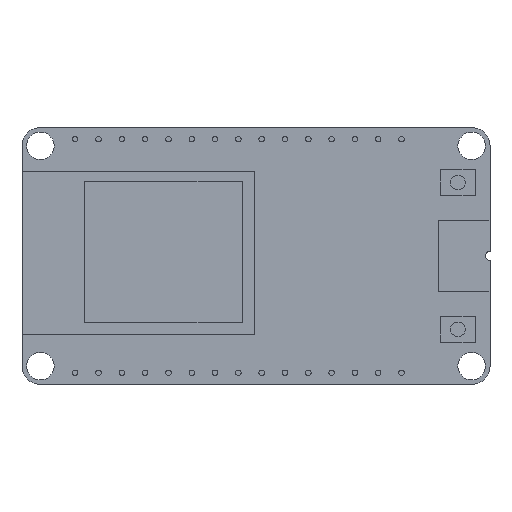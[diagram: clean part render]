
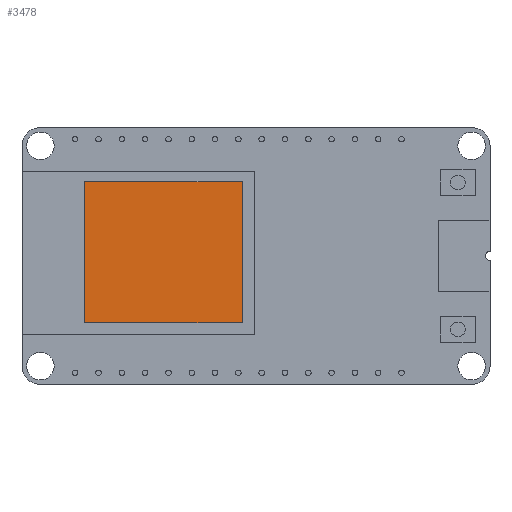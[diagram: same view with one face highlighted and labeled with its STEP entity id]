
A CAD part, top view. The second image highlights one B-rep face of the part: STEP entity #3478.
In plain terms, the highlighted planar face has unit normal (0, 0, 1).
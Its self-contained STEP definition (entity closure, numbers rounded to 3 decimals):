
#74 = EDGE_CURVE ( 'NONE', #2947, #2491, #3429, .T. ) ;
#223 = VERTEX_POINT ( 'NONE', #1089 ) ;
#276 = EDGE_CURVE ( 'NONE', #2491, #3284, #2687, .T. ) ;
#351 = CARTESIAN_POINT ( 'NONE',  ( -8.6, 7.7, 2.3 ) ) ;
#352 = CARTESIAN_POINT ( 'NONE',  ( 8.6, 7.7, 2.3 ) ) ;
#363 = VECTOR ( 'NONE', #1085, 1000. ) ;
#423 = EDGE_LOOP ( 'NONE', ( #1156, #2479, #1153, #3225 ) ) ;
#464 = FACE_OUTER_BOUND ( 'NONE', #423, .T. ) ;
#509 = CARTESIAN_POINT ( 'NONE',  ( 8.6, -7.7, 2.3 ) ) ;
#623 = DIRECTION ( 'NONE',  ( 0., 1., 0. ) ) ;
#766 = CARTESIAN_POINT ( 'NONE',  ( -8.6, -7.7, 2.3 ) ) ;
#816 = CARTESIAN_POINT ( 'NONE',  ( -8.6, 7.7, 2.3 ) ) ;
#1042 = AXIS2_PLACEMENT_3D ( 'NONE', #3780, #3205, #1133 ) ;
#1065 = VECTOR ( 'NONE', #623, 1000. ) ;
#1085 = DIRECTION ( 'NONE',  ( -1., 0., 0. ) ) ;
#1089 = CARTESIAN_POINT ( 'NONE',  ( -8.6, 7.7, 2.3 ) ) ;
#1133 = DIRECTION ( 'NONE',  ( 1., 0., 0. ) ) ;
#1153 = ORIENTED_EDGE ( 'NONE', *, *, #276, .T. ) ;
#1156 = ORIENTED_EDGE ( 'NONE', *, *, #1613, .T. ) ;
#1613 = EDGE_CURVE ( 'NONE', #223, #2947, #2754, .T. ) ;
#1638 = PLANE ( 'NONE',  #1042 ) ;
#1853 = CARTESIAN_POINT ( 'NONE',  ( 8.6, 7.7, 2.3 ) ) ;
#2460 = EDGE_CURVE ( 'NONE', #3284, #223, #3718, .T. ) ;
#2479 = ORIENTED_EDGE ( 'NONE', *, *, #74, .T. ) ;
#2491 = VERTEX_POINT ( 'NONE', #509 ) ;
#2687 = LINE ( 'NONE', #352, #1065 ) ;
#2700 = DIRECTION ( 'NONE',  ( 0., -1., 0. ) ) ;
#2754 = LINE ( 'NONE', #351, #2925 ) ;
#2840 = DIRECTION ( 'NONE',  ( 1., 0., 0. ) ) ;
#2925 = VECTOR ( 'NONE', #2700, 1000. ) ;
#2947 = VERTEX_POINT ( 'NONE', #3314 ) ;
#3205 = DIRECTION ( 'NONE',  ( 0., 0., 1. ) ) ;
#3225 = ORIENTED_EDGE ( 'NONE', *, *, #2460, .T. ) ;
#3245 = VECTOR ( 'NONE', #2840, 1000. ) ;
#3284 = VERTEX_POINT ( 'NONE', #1853 ) ;
#3314 = CARTESIAN_POINT ( 'NONE',  ( -8.6, -7.7, 2.3 ) ) ;
#3429 = LINE ( 'NONE', #766, #3245 ) ;
#3478 = ADVANCED_FACE ( 'NONE', ( #464 ), #1638, .T. ) ;
#3718 = LINE ( 'NONE', #816, #363 ) ;
#3780 = CARTESIAN_POINT ( 'NONE',  ( 0., 0., 2.3 ) ) ;
